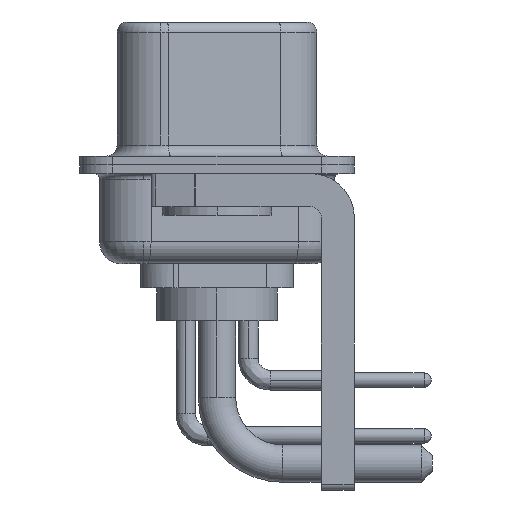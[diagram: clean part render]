
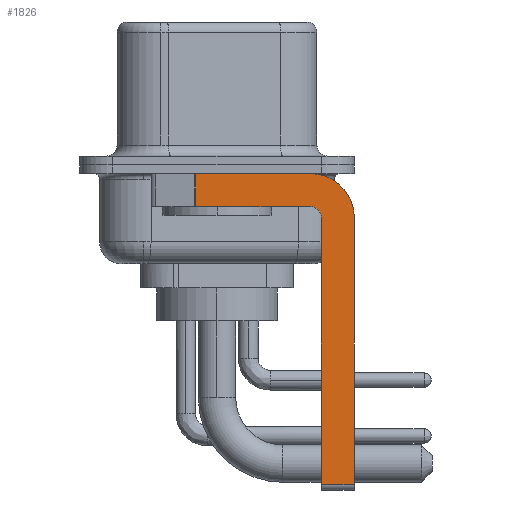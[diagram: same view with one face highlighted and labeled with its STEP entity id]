
A CAD part, left-side view. The second image highlights one B-rep face of the part: STEP entity #1826.
In plain terms, the highlighted planar face has unit normal (-1, 0, 0).
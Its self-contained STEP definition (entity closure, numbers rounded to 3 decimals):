
#501 = EDGE_CURVE ( 'NONE', #5403, #687, #11581, .T. ) ;
#574 = VECTOR ( 'NONE', #19656, 1000. ) ;
#687 = VERTEX_POINT ( 'NONE', #19078 ) ;
#1433 = VERTEX_POINT ( 'NONE', #12310 ) ;
#1826 = ADVANCED_FACE ( 'NONE', ( #5729 ), #26174, .F. ) ;
#2535 = CARTESIAN_POINT ( 'NONE',  ( -2.9, 3., -0.4 ) ) ;
#2895 = DIRECTION ( 'NONE',  ( 0., 0., 1. ) ) ;
#3488 = CIRCLE ( 'NONE', #20103, 0.5 ) ;
#5403 = VERTEX_POINT ( 'NONE', #18132 ) ;
#5517 = EDGE_CURVE ( 'NONE', #687, #7939, #12181, .T. ) ;
#5588 = VECTOR ( 'NONE', #22522, 1000. ) ;
#5658 = LINE ( 'NONE', #26100, #10807 ) ;
#5729 = FACE_OUTER_BOUND ( 'NONE', #22724, .T. ) ;
#6080 = ORIENTED_EDGE ( 'NONE', *, *, #501, .F. ) ;
#6529 = EDGE_CURVE ( 'NONE', #16971, #1433, #11247, .T. ) ;
#7119 = DIRECTION ( 'NONE',  ( 0., 0., -1. ) ) ;
#7146 = CARTESIAN_POINT ( 'NONE',  ( -2.9, 0.978, -1.9 ) ) ;
#7939 = VERTEX_POINT ( 'NONE', #13716 ) ;
#8352 = DIRECTION ( 'NONE',  ( 1., 0., 0. ) ) ;
#8645 = CARTESIAN_POINT ( 'NONE',  ( -2.9, -6.25, -14.55 ) ) ;
#9359 = VERTEX_POINT ( 'NONE', #13876 ) ;
#10061 = CARTESIAN_POINT ( 'NONE',  ( -2.9, -4.25, -2.4 ) ) ;
#10202 = DIRECTION ( 'NONE',  ( -1., 0., 0. ) ) ;
#10495 = AXIS2_PLACEMENT_3D ( 'NONE', #12986, #8352, #7119 ) ;
#10807 = VECTOR ( 'NONE', #21970, 1000. ) ;
#11027 = ORIENTED_EDGE ( 'NONE', *, *, #17310, .T. ) ;
#11196 = CARTESIAN_POINT ( 'NONE',  ( -2.9, -4.25, -1.9 ) ) ;
#11247 = LINE ( 'NONE', #13392, #13941 ) ;
#11581 = LINE ( 'NONE', #2535, #20225 ) ;
#11725 = EDGE_CURVE ( 'NONE', #7939, #19707, #16235, .T. ) ;
#11736 = EDGE_CURVE ( 'NONE', #5403, #23799, #22255, .T. ) ;
#11741 = EDGE_CURVE ( 'NONE', #1433, #9359, #3488, .T. ) ;
#11778 = ORIENTED_EDGE ( 'NONE', *, *, #16191, .F. ) ;
#12057 = CARTESIAN_POINT ( 'NONE',  ( -2.9, 0.978, -1.9 ) ) ;
#12181 = CIRCLE ( 'NONE', #10495, 2. ) ;
#12310 = CARTESIAN_POINT ( 'NONE',  ( -2.9, -4.75, -2.4 ) ) ;
#12986 = CARTESIAN_POINT ( 'NONE',  ( -2.9, -4.25, -2.4 ) ) ;
#13392 = CARTESIAN_POINT ( 'NONE',  ( -2.9, -4.75, -14.8 ) ) ;
#13716 = CARTESIAN_POINT ( 'NONE',  ( -2.9, -6.25, -2.4 ) ) ;
#13872 = DIRECTION ( 'NONE',  ( 1., 0., 0. ) ) ;
#13876 = CARTESIAN_POINT ( 'NONE',  ( -2.9, -4.25, -1.9 ) ) ;
#13941 = VECTOR ( 'NONE', #2895, 1000. ) ;
#14081 = DIRECTION ( 'NONE',  ( 0., 0., -1. ) ) ;
#14375 = ORIENTED_EDGE ( 'NONE', *, *, #6529, .F. ) ;
#14489 = ORIENTED_EDGE ( 'NONE', *, *, #5517, .F. ) ;
#15819 = VECTOR ( 'NONE', #14081, 1000. ) ;
#16191 = EDGE_CURVE ( 'NONE', #9359, #23799, #23901, .T. ) ;
#16235 = LINE ( 'NONE', #24249, #15819 ) ;
#16971 = VERTEX_POINT ( 'NONE', #22798 ) ;
#17310 = EDGE_CURVE ( 'NONE', #16971, #19707, #5658, .T. ) ;
#18132 = CARTESIAN_POINT ( 'NONE',  ( -2.9, 0.978, -0.4 ) ) ;
#18383 = DIRECTION ( 'NONE',  ( 0., 0., 1. ) ) ;
#19078 = CARTESIAN_POINT ( 'NONE',  ( -2.9, -4.25, -0.4 ) ) ;
#19550 = ORIENTED_EDGE ( 'NONE', *, *, #11741, .F. ) ;
#19656 = DIRECTION ( 'NONE',  ( 0., 1., 0. ) ) ;
#19707 = VERTEX_POINT ( 'NONE', #8645 ) ;
#20103 = AXIS2_PLACEMENT_3D ( 'NONE', #10061, #10202, #18383 ) ;
#20225 = VECTOR ( 'NONE', #22699, 1000. ) ;
#21970 = DIRECTION ( 'NONE',  ( 0., -1., 0. ) ) ;
#21996 = ORIENTED_EDGE ( 'NONE', *, *, #11736, .T. ) ;
#22047 = DIRECTION ( 'NONE',  ( 0., 0., -1. ) ) ;
#22182 = AXIS2_PLACEMENT_3D ( 'NONE', #24169, #13872, #22047 ) ;
#22255 = LINE ( 'NONE', #12057, #5588 ) ;
#22522 = DIRECTION ( 'NONE',  ( 0., 0., -1. ) ) ;
#22699 = DIRECTION ( 'NONE',  ( 0., -1., 0. ) ) ;
#22724 = EDGE_LOOP ( 'NONE', ( #6080, #21996, #11778, #19550, #14375, #11027, #24108, #14489 ) ) ;
#22798 = CARTESIAN_POINT ( 'NONE',  ( -2.9, -4.75, -14.55 ) ) ;
#23799 = VERTEX_POINT ( 'NONE', #7146 ) ;
#23901 = LINE ( 'NONE', #11196, #574 ) ;
#24108 = ORIENTED_EDGE ( 'NONE', *, *, #11725, .F. ) ;
#24169 = CARTESIAN_POINT ( 'NONE',  ( -2.9, -4.25, -2.4 ) ) ;
#24249 = CARTESIAN_POINT ( 'NONE',  ( -2.9, -6.25, -2.4 ) ) ;
#26100 = CARTESIAN_POINT ( 'NONE',  ( -2.9, -4.25, -14.55 ) ) ;
#26174 = PLANE ( 'NONE',  #22182 ) ;
